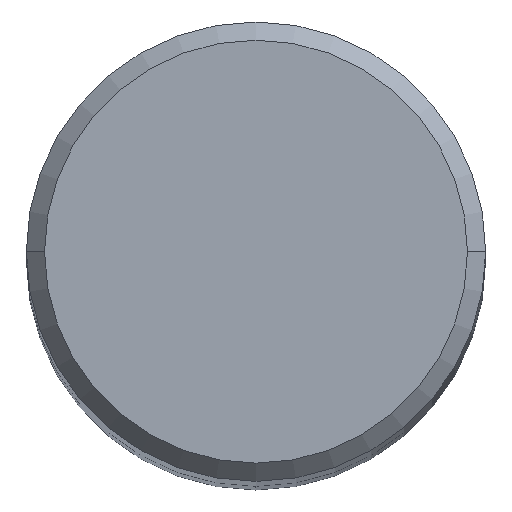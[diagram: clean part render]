
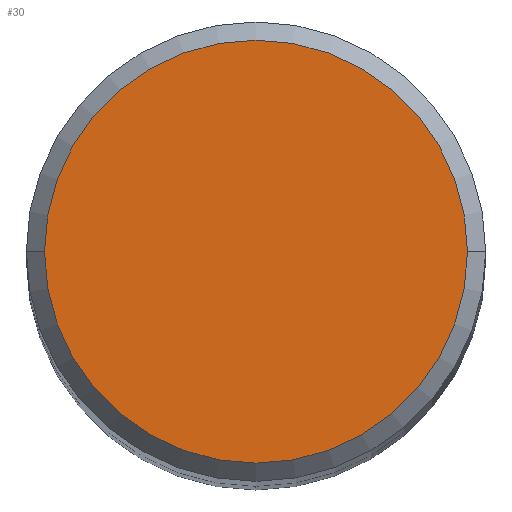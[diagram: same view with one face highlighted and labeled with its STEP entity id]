
A CAD part, top view. The second image highlights one B-rep face of the part: STEP entity #30.
In plain terms, the highlighted planar face has unit normal (0, 0, 1).
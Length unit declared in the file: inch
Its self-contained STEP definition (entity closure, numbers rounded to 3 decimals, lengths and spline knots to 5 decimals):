
#14 = DIRECTION ( 'NONE',  ( 1., 0., 0. ) ) ;
#19 = EDGE_CURVE ( 'NONE', #362, #317, #208, .T. ) ;
#25 = ORIENTED_EDGE ( 'NONE', *, *, #19, .T. ) ;
#30 = ADVANCED_FACE ( 'NONE', ( #106 ), #228, .F. ) ;
#64 = CIRCLE ( 'NONE', #120, 0.36245 ) ;
#70 = CARTESIAN_POINT ( 'NONE',  ( 0., 0., 0. ) ) ;
#73 = DIRECTION ( 'NONE',  ( 0., 0., 1. ) ) ;
#106 = FACE_OUTER_BOUND ( 'NONE', #216, .T. ) ;
#116 = EDGE_CURVE ( 'NONE', #317, #362, #64, .T. ) ;
#120 = AXIS2_PLACEMENT_3D ( 'NONE', #318, #73, #123 ) ;
#123 = DIRECTION ( 'NONE',  ( 1., 0., 0. ) ) ;
#164 = AXIS2_PLACEMENT_3D ( 'NONE', #70, #303, #14 ) ;
#181 = CARTESIAN_POINT ( 'NONE',  ( -0.36245, 0., 0. ) ) ;
#187 = ORIENTED_EDGE ( 'NONE', *, *, #116, .T. ) ;
#208 = CIRCLE ( 'NONE', #164, 0.36245 ) ;
#216 = EDGE_LOOP ( 'NONE', ( #25, #187 ) ) ;
#228 = PLANE ( 'NONE',  #345 ) ;
#294 = CARTESIAN_POINT ( 'NONE',  ( 0.36245, 0., 0. ) ) ;
#303 = DIRECTION ( 'NONE',  ( 0., 0., 1. ) ) ;
#309 = DIRECTION ( 'NONE',  ( -1., 0., 0. ) ) ;
#317 = VERTEX_POINT ( 'NONE', #294 ) ;
#318 = CARTESIAN_POINT ( 'NONE',  ( 0., 0., 0. ) ) ;
#336 = DIRECTION ( 'NONE',  ( 0., 0., -1. ) ) ;
#345 = AXIS2_PLACEMENT_3D ( 'NONE', #348, #336, #309 ) ;
#348 = CARTESIAN_POINT ( 'NONE',  ( 0., 0., 0. ) ) ;
#362 = VERTEX_POINT ( 'NONE', #181 ) ;
